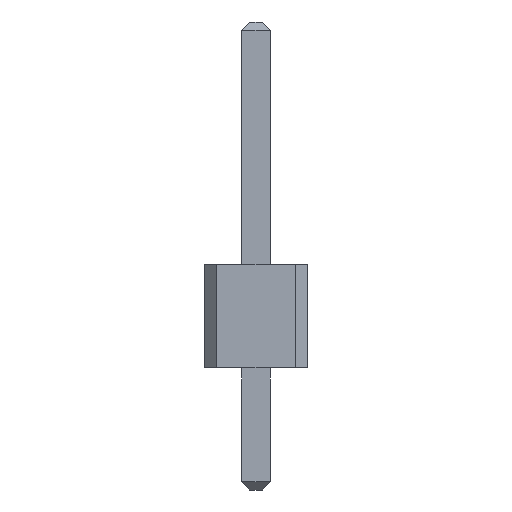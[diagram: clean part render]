
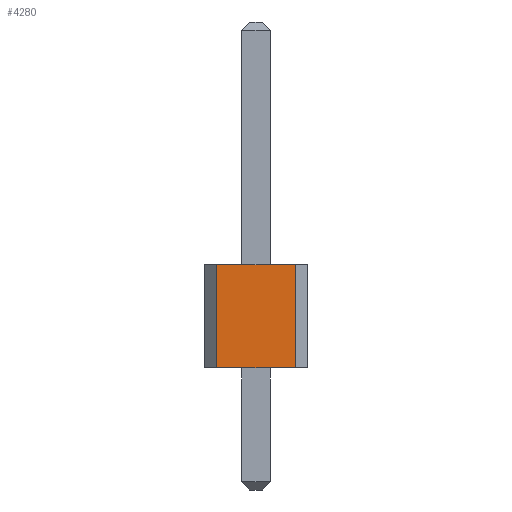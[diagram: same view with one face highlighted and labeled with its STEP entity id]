
A CAD part, front view. The second image highlights one B-rep face of the part: STEP entity #4280.
In plain terms, the highlighted planar face has unit normal (0, -1, 0).
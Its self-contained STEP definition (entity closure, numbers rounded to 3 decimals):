
#3362 = PLANE('',#3363);
#3363 = AXIS2_PLACEMENT_3D('',#3364,#3365,#3366);
#3364 = CARTESIAN_POINT('',(0.,-17.78,
    0.));
#3365 = DIRECTION('',(0.,0.,1.));
#3366 = DIRECTION('',(1.,0.,0.));
#3621 = PLANE('',#3622);
#3622 = AXIS2_PLACEMENT_3D('',#3623,#3624,#3625);
#3623 = CARTESIAN_POINT('',(0.,-17.78,2.54));
#3624 = DIRECTION('',(0.,0.,1.));
#3625 = DIRECTION('',(1.,0.,0.));
#3847 = VERTEX_POINT('',#3848);
#3848 = CARTESIAN_POINT('',(-0.97,-19.05,0.));
#3862 = PLANE('',#3863);
#3863 = AXIS2_PLACEMENT_3D('',#3864,#3865,#3866);
#3864 = CARTESIAN_POINT('',(-1.12,-18.9,0.));
#3865 = DIRECTION('',(-0.707,-0.707,0.));
#3866 = DIRECTION('',(0.,0.,1.));
#3874 = EDGE_CURVE('',#3875,#3847,#3877,.T.);
#3875 = VERTEX_POINT('',#3876);
#3876 = CARTESIAN_POINT('',(0.97,-19.05,0.));
#3877 = SURFACE_CURVE('',#3878,(#3882,#3889),.PCURVE_S1.);
#3878 = LINE('',#3879,#3880);
#3879 = CARTESIAN_POINT('',(1.27,-19.05,0.));
#3880 = VECTOR('',#3881,1.);
#3881 = DIRECTION('',(-1.,0.,0.));
#3882 = PCURVE('',#3362,#3883);
#3883 = DEFINITIONAL_REPRESENTATION('',(#3884),#3888);
#3884 = LINE('',#3885,#3886);
#3885 = CARTESIAN_POINT('',(1.27,-1.27));
#3886 = VECTOR('',#3887,1.);
#3887 = DIRECTION('',(-1.,0.));
#3888 = ( GEOMETRIC_REPRESENTATION_CONTEXT(2) 
PARAMETRIC_REPRESENTATION_CONTEXT() REPRESENTATION_CONTEXT('2D SPACE',''
  ) );
#3889 = PCURVE('',#3890,#3895);
#3890 = PLANE('',#3891);
#3891 = AXIS2_PLACEMENT_3D('',#3892,#3893,#3894);
#3892 = CARTESIAN_POINT('',(1.27,-19.05,0.));
#3893 = DIRECTION('',(0.,-1.,0.));
#3894 = DIRECTION('',(-1.,0.,0.));
#3895 = DEFINITIONAL_REPRESENTATION('',(#3896),#3900);
#3896 = LINE('',#3897,#3898);
#3897 = CARTESIAN_POINT('',(0.,-0.));
#3898 = VECTOR('',#3899,1.);
#3899 = DIRECTION('',(1.,0.));
#3900 = ( GEOMETRIC_REPRESENTATION_CONTEXT(2) 
PARAMETRIC_REPRESENTATION_CONTEXT() REPRESENTATION_CONTEXT('2D SPACE',''
  ) );
#3918 = PLANE('',#3919);
#3919 = AXIS2_PLACEMENT_3D('',#3920,#3921,#3922);
#3920 = CARTESIAN_POINT('',(1.12,-18.9,0.));
#3921 = DIRECTION('',(0.707,-0.707,0.));
#3922 = DIRECTION('',(0.,0.,1.));
#4111 = VERTEX_POINT('',#4112);
#4112 = CARTESIAN_POINT('',(-0.97,-19.05,2.54));
#4133 = EDGE_CURVE('',#4134,#4111,#4136,.T.);
#4134 = VERTEX_POINT('',#4135);
#4135 = CARTESIAN_POINT('',(0.97,-19.05,2.54));
#4136 = SURFACE_CURVE('',#4137,(#4141,#4148),.PCURVE_S1.);
#4137 = LINE('',#4138,#4139);
#4138 = CARTESIAN_POINT('',(1.27,-19.05,2.54));
#4139 = VECTOR('',#4140,1.);
#4140 = DIRECTION('',(-1.,0.,0.));
#4141 = PCURVE('',#3621,#4142);
#4142 = DEFINITIONAL_REPRESENTATION('',(#4143),#4147);
#4143 = LINE('',#4144,#4145);
#4144 = CARTESIAN_POINT('',(1.27,-1.27));
#4145 = VECTOR('',#4146,1.);
#4146 = DIRECTION('',(-1.,0.));
#4147 = ( GEOMETRIC_REPRESENTATION_CONTEXT(2) 
PARAMETRIC_REPRESENTATION_CONTEXT() REPRESENTATION_CONTEXT('2D SPACE',''
  ) );
#4148 = PCURVE('',#3890,#4149);
#4149 = DEFINITIONAL_REPRESENTATION('',(#4150),#4154);
#4150 = LINE('',#4151,#4152);
#4151 = CARTESIAN_POINT('',(0.,-2.54));
#4152 = VECTOR('',#4153,1.);
#4153 = DIRECTION('',(1.,0.));
#4154 = ( GEOMETRIC_REPRESENTATION_CONTEXT(2) 
PARAMETRIC_REPRESENTATION_CONTEXT() REPRESENTATION_CONTEXT('2D SPACE',''
  ) );
#4260 = EDGE_CURVE('',#3875,#4134,#4261,.T.);
#4261 = SURFACE_CURVE('',#4262,(#4266,#4273),.PCURVE_S1.);
#4262 = LINE('',#4263,#4264);
#4263 = CARTESIAN_POINT('',(0.97,-19.05,0.));
#4264 = VECTOR('',#4265,1.);
#4265 = DIRECTION('',(0.,0.,1.));
#4266 = PCURVE('',#3918,#4267);
#4267 = DEFINITIONAL_REPRESENTATION('',(#4268),#4272);
#4268 = LINE('',#4269,#4270);
#4269 = CARTESIAN_POINT('',(0.,0.212));
#4270 = VECTOR('',#4271,1.);
#4271 = DIRECTION('',(1.,0.));
#4272 = ( GEOMETRIC_REPRESENTATION_CONTEXT(2) 
PARAMETRIC_REPRESENTATION_CONTEXT() REPRESENTATION_CONTEXT('2D SPACE',''
  ) );
#4273 = PCURVE('',#3890,#4274);
#4274 = DEFINITIONAL_REPRESENTATION('',(#4275),#4279);
#4275 = LINE('',#4276,#4277);
#4276 = CARTESIAN_POINT('',(0.3,0.));
#4277 = VECTOR('',#4278,1.);
#4278 = DIRECTION('',(0.,-1.));
#4279 = ( GEOMETRIC_REPRESENTATION_CONTEXT(2) 
PARAMETRIC_REPRESENTATION_CONTEXT() REPRESENTATION_CONTEXT('2D SPACE',''
  ) );
#4280 = ADVANCED_FACE('',(#4281),#3890,.T.);
#4281 = FACE_BOUND('',#4282,.T.);
#4282 = EDGE_LOOP('',(#4283,#4284,#4285,#4286));
#4283 = ORIENTED_EDGE('',*,*,#3874,.F.);
#4284 = ORIENTED_EDGE('',*,*,#4260,.T.);
#4285 = ORIENTED_EDGE('',*,*,#4133,.T.);
#4286 = ORIENTED_EDGE('',*,*,#4287,.F.);
#4287 = EDGE_CURVE('',#3847,#4111,#4288,.T.);
#4288 = SURFACE_CURVE('',#4289,(#4293,#4300),.PCURVE_S1.);
#4289 = LINE('',#4290,#4291);
#4290 = CARTESIAN_POINT('',(-0.97,-19.05,0.));
#4291 = VECTOR('',#4292,1.);
#4292 = DIRECTION('',(0.,0.,1.));
#4293 = PCURVE('',#3890,#4294);
#4294 = DEFINITIONAL_REPRESENTATION('',(#4295),#4299);
#4295 = LINE('',#4296,#4297);
#4296 = CARTESIAN_POINT('',(2.24,0.));
#4297 = VECTOR('',#4298,1.);
#4298 = DIRECTION('',(0.,-1.));
#4299 = ( GEOMETRIC_REPRESENTATION_CONTEXT(2) 
PARAMETRIC_REPRESENTATION_CONTEXT() REPRESENTATION_CONTEXT('2D SPACE',''
  ) );
#4300 = PCURVE('',#3862,#4301);
#4301 = DEFINITIONAL_REPRESENTATION('',(#4302),#4306);
#4302 = LINE('',#4303,#4304);
#4303 = CARTESIAN_POINT('',(0.,-0.212));
#4304 = VECTOR('',#4305,1.);
#4305 = DIRECTION('',(1.,0.));
#4306 = ( GEOMETRIC_REPRESENTATION_CONTEXT(2) 
PARAMETRIC_REPRESENTATION_CONTEXT() REPRESENTATION_CONTEXT('2D SPACE',''
  ) );
